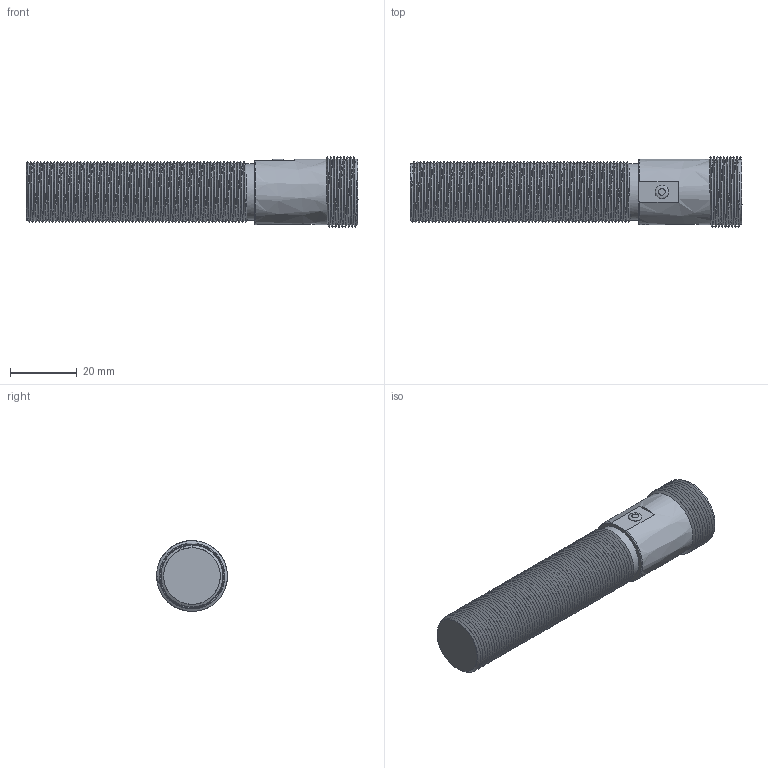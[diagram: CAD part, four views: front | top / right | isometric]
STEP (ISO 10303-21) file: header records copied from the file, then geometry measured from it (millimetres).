
FILE_DESCRIPTION(('FreeCAD Model'),'2;1');
FILE_NAME('FCM1-1805X-XZU4.stp','2021-12-07T14:45:22',( 'Author'),(''),'Open CASCADE STEP processor 7.3','FreeCAD','Unknown' );
FILE_SCHEMA(('AUTOMOTIVE_DESIGN { 1 0 10303 214 1 1 1 1 }'));
Length unit declared in the file: millimetre
Products named in the file (1): FCM1-1805X-XZU4
Bounding box: 99.65 x 21.26 x 21.26 mm (x, y, z)
Volume: 25152.7 mm3; surface area: 10734.1 mm2
Topology: 1 solids, 4 shells, 133 faces, 1022 edges, 2873 vertices
Faces by surface type: bspline 133
Entity records: 28105 total; most frequent: CARTESIAN_POINT 20667, B_SPLINE_CURVE_WITH_KNOTS 753, GEOMETRIC_CURVE_SET 680, ORIENTED_EDGE 675, PCURVE 675, DEFINITIONAL_REPRESENTATION 675, TRIMMED_CURVE 675, DIRECTION 339
